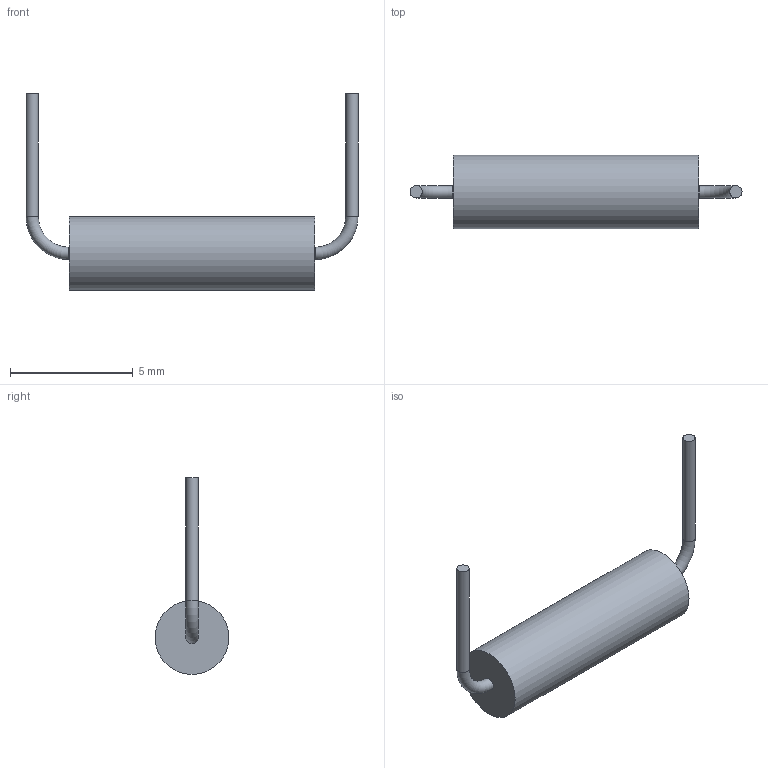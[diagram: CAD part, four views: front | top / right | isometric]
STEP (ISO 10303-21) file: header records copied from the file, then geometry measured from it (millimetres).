
FILE_DESCRIPTION(('FreeCAD Model'),'2;1');
FILE_NAME('Open CASCADE Shape Model','2021-03-28T12:20:31',('Author'),( ''),'Open CASCADE STEP processor 7.5','FreeCAD','Unknown');
FILE_SCHEMA(('AUTOMOTIVE_DESIGN { 1 0 10303 214 1 1 1 1 }'));
Length unit declared in the file: millimetre
Products named in the file (2): Body; SOLID
Assembly tree (1 placements, depth 2):
  Body
    SOLID
Bounding box: 13.5 x 3 x 8 mm (x, y, z)
Volume: 73.6 mm3; surface area: 131.5 mm2
Topology: 1 solids, 1 shells, 11 faces, 17 edges, 10 vertices
Faces by surface type: cylinder 5, plane 4, torus 2
Full cylindrical faces by diameter (mm): 0.5 x4, 3 x1
Entity records: 481 total; most frequent: CARTESIAN_POINT 120, DIRECTION 58, ORIENTED_EDGE 34, PCURVE 34, DEFINITIONAL_REPRESENTATION 34, B_SPLINE_CURVE_WITH_KNOTS 28, AXIS2_PLACEMENT_3D 25, EDGE_CURVE 17
